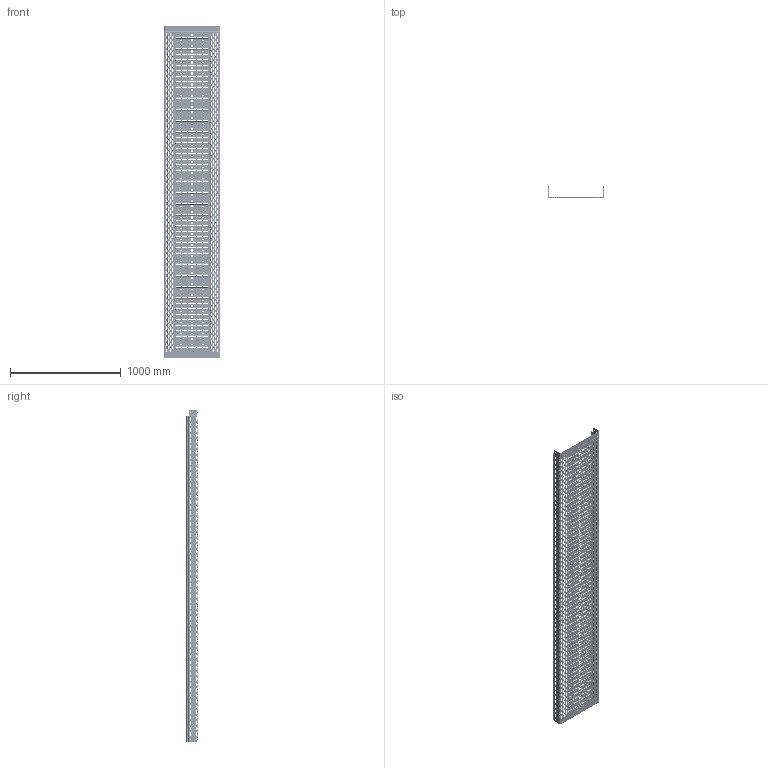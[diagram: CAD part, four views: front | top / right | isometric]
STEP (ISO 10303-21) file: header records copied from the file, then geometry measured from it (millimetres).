
FILE_DESCRIPTION (( 'STEP AP203' ), '1' );
FILE_NAME ('Perforated tray 100õ500õ3000.STEP', '2019-04-29T07:07:31', ( '' ), ( '' ), 'SwSTEP 2.0', 'SolidWorks 2017', '' );
FILE_SCHEMA (( 'CONFIG_CONTROL_DESIGN' ));
Length unit declared in the file: millimetre
Products named in the file (1): Perforated tray 100õ500õ3000
Bounding box: 502.89 x 101.5 x 3000 mm (x, y, z)
Volume: 1925596.8 mm3; surface area: 3949394.8 mm2
Topology: 1 solids, 1 shells, 11245 faces, 29052 edges, 18395 vertices
Faces by surface type: cylinder 5025, torus 3476, plane 2665, bspline 73, sphere 6
Entity records: 360499 total; most frequent: CARTESIAN_POINT 67586, DIRECTION 67586, ORIENTED_EDGE 58096, EDGE_CURVE 29048, AXIS2_PLACEMENT_3D 27604, VERTEX_POINT 18395, CIRCLE 16431, EDGE_LOOP 14151
